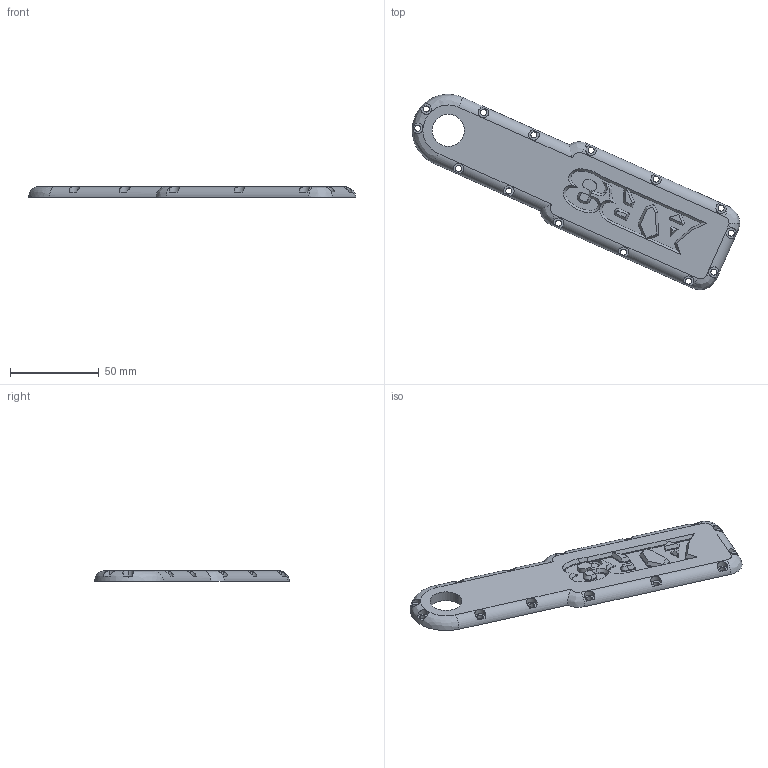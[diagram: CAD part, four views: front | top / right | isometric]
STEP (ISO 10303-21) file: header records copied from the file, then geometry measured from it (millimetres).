
FILE_DESCRIPTION (( 'STEP AP203' ), '1' );
FILE_NAME ('J5 side cover cap.STEP', '2019-10-20T06:33:56', ( '' ), ( '' ), 'SwSTEP 2.0', 'SolidWorks 2019', '' );
FILE_SCHEMA (( 'CONFIG_CONTROL_DESIGN' ));
Length unit declared in the file: millimetre
Products named in the file (1): J5 side cover cap
Bounding box: 183.96 x 109.69 x 6 mm (x, y, z)
Volume: 42279.5 mm3; surface area: 19741.9 mm2
Topology: 1 solids, 1 shells, 210 faces, 579 edges, 374 vertices
Faces by surface type: plane 88, cylinder 71, bspline 51
Entity records: 16857 total; most frequent: CARTESIAN_POINT 11795, ORIENTED_EDGE 1154, DIRECTION 845, EDGE_CURVE 577, VERTEX_POINT 372, AXIS2_PLACEMENT_3D 282, VECTOR 281, LINE 281
